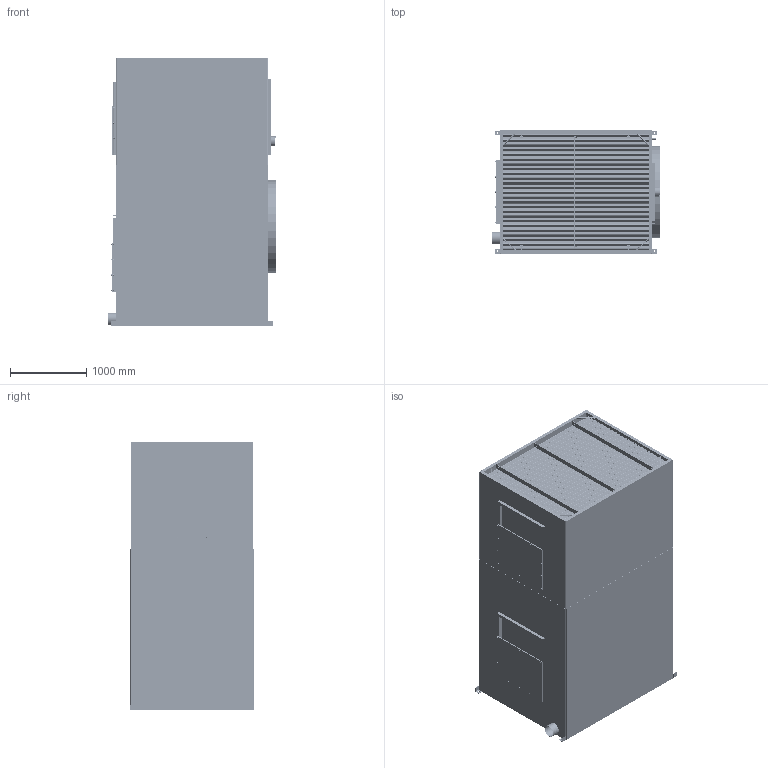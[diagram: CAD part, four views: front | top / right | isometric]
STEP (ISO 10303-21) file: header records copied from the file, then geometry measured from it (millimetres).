
FILE_DESCRIPTION(('STEP AP242'), '1');
FILE_NAME('ÒÝÏ-107.00.000 ÑÁ Ãðàäèðíÿ Ðîñèíêà - 50_60', '', ('UNSPECIFIED'), ('UNSPECIFIED'), 'C3D Converter', 'C3D Toolkit', '');
FILE_SCHEMA(('AP242_MANAGED_MODEL_BASED_3D_ENGINEERING_MIM_LF { 1 0 10303 442 1 1 4 }'));
Length unit declared in the file: millimetre
Products named in the file (88): ТЭП-107.00.000 СБ; ТЭП-107.01.000; ТЭП-107.01.200; ТЭП-107.01.202; ТЭП-107.01.201; ТЭП-107.01.203; ТЭП-107.01.209; ТЭП-107.01.205; ТЭП-107.01.206; ТЭП-107.01.204; ТЭП-107.01.400; ТЭП-107.01.401; ТЭП-107.01.450; ТЭП-107.01.451; ТЭП-107.01.452-01; ТЭП-107.01.452; ТЭП-107.01.300; ТЭП-107.01.301; ТЭП-107.01.350; ТЭП-107.01.351-01; ТЭП-107.01.351; ТЭП-107.01.351-02; ТЭП-107.01.302; ТЭП-107.01.100; ТЭП-107.01.101-01; ТЭП-107.01.101; ТЭП-107.01.101-02; ТЭП-107.01.500; ТЭП-107.01.503; ТЭП-107.01.502; ТЭП-107.01.501; ТЭП-107.01.504; ТЭП-107.01.002; ТЭП-107.01.001; ТЭП-107.01.003; ТЭП-107.02.000; ТЭП-107.02.100; ТЭП-107.02.101; ТЭП-107.02.150; ТЭП-107.02.151 ...
Assembly tree (850 placements, depth 5):
  ТЭП-107.00.000 СБ
    ТЭП-107.01.000
      ТЭП-107.01.200
        ТЭП-107.01.202
        ТЭП-107.01.201
        ТЭП-107.01.203
        ТЭП-107.01.209  x2
        ТЭП-107.01.205  x2
        ТЭП-107.01.206
        ТЭП-107.01.204
      ТЭП-107.01.400  x2
        ТЭП-107.01.401
        ТЭП-107.01.450
          ТЭП-107.01.451  x3
          ТЭП-107.01.452-01
          ТЭП-107.01.452
      ТЭП-107.01.300
        ТЭП-107.01.301
        ТЭП-107.01.350
          ТЭП-107.01.351-01
          ТЭП-107.01.351
          ТЭП-107.01.351
          ТЭП-107.01.351-02
          ТЭП-107.01.351-02
        ТЭП-107.01.302
      ТЭП-107.01.100
        ТЭП-107.01.101-01  x2
        ТЭП-107.01.101  x2
        ТЭП-107.01.101-02
      ТЭП-107.01.500
        ТЭП-107.01.503  x2
        ТЭП-107.01.502  x2
        ТЭП-107.01.501  x4
        ТЭП-107.01.504  x2
      ТЭП-107.01.002
      ТЭП-107.01.001  x4
      ТЭП-107.01.003  x4
    ТЭП-107.02.000
      ТЭП-107.02.100
        ТЭП-107.02.101
        ТЭП-107.02.150
          ТЭП-107.02.151  x2
          ТЭП-107.02.151-01  x3
      ТЭП-107.02.300  x2
        ТЭП-107.02.301
        ТЭП-107.01.450
          ТЭП-107.01.451  x3
          ТЭП-107.01.452-01
          ТЭП-107.01.452
      ТЭП-107.02.200
        ТЭП-107.02.201
        ТЭП-107.01.350
          ТЭП-107.01.351-01
          ТЭП-107.01.351
          ТЭП-107.01.351
          ТЭП-107.01.351-02
          ТЭП-107.01.351-02
      ТЭП-107.02.400  x2
        ТЭП-107.02.402
        ТЭП-107.02.401
Bounding box: 2200 x 1620 x 3500 mm (x, y, z)
Volume: 230053350.6 mm3; surface area: 359629899.7 mm2
Topology: 891 solids, 891 shells, 13138 faces, 32224 edges, 21079 vertices
Faces by surface type: plane 6920, cylinder 4570, torus 801, bspline 471, cone 358, extrusion 18
Full cylindrical faces by diameter (mm): 8.71 x6, 10 x16, 10.106 x54, 11 x32, 12 x90, 13 x30, 14 x86, 16 x40, 21.8 x34, 22 x4, 24.1 x32, 25 x32, 26.441 x32, 26.8 x34, 28 x33, 30.3 x32, 32 x1, 33 x32, 35 x32, 37 x26, 38 x32, 64 x1, 69.1 x6, 70 x6, 75.5 x6, 77 x6, 119 x1, 119.6 x1, 121 x1, 127 x1
Entity records: 77022 total; most frequent: CARTESIAN_POINT 21619, DIRECTION 6834, ORIENTED_EDGE 4422, AXIS2_PLACEMENT_3D 2756, EDGE_CURVE 2211, DATE_AND_TIME 1876, CALENDAR_DATE 1876, LOCAL_TIME 1876
